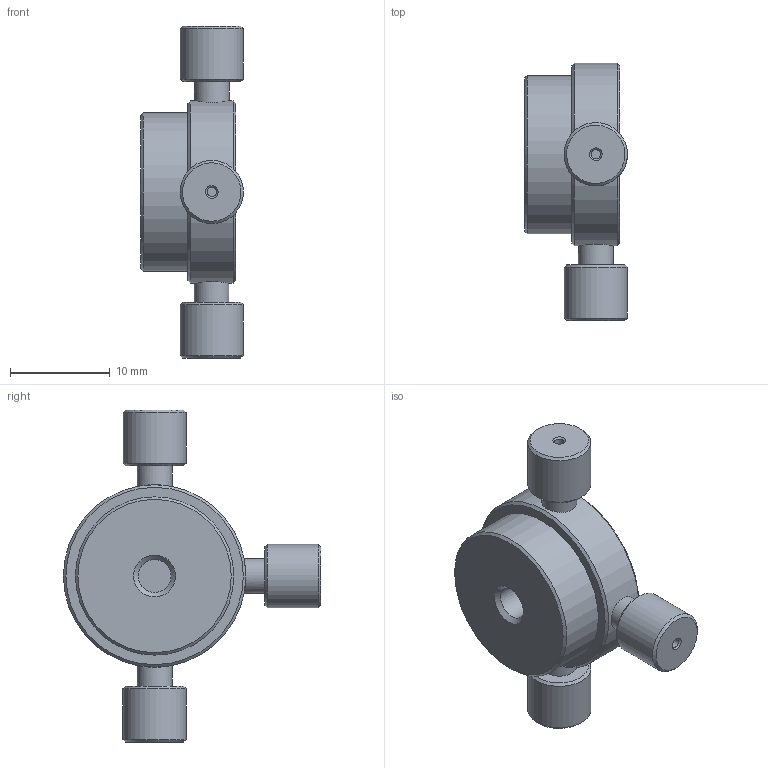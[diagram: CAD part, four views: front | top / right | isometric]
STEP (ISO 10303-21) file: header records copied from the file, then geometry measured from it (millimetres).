
FILE_DESCRIPTION(/* description */ ('ZT.5CPK-M'),/* implementation_level */ '2;1');
FILE_NAME(/* name */ '305293.stp',/* time_stamp */ '2015-08-31T10:41:40+02:00',/* author */ ('Franzp'),/* organization */ ('VICI'),/* preprocessor_version */ 'ST-DEVELOPER v15.6',/* originating_system */ 'Autodesk Inventor 2015',/* authorisation */ '');
FILE_SCHEMA (('CONFIG_CONTROL_DESIGN'));
Length unit declared in the file: centimetre
Products named in the file (1): 305293
Bounding box: 10.31 x 25.79 x 33.28 mm (x, y, z)
Volume: 2706.3 mm3; surface area: 1669.2 mm2
Topology: 1 solids, 1 shells, 44 faces, 89 edges, 58 vertices
Faces by surface type: cone 19, plane 13, cylinder 12
Full cylindrical faces by diameter (mm): 0.94 x3, 3.302 x1, 3.505 x3, 6.35 x3, 15.875 x1, 18.288 x1
Entity records: 1187 total; most frequent: CARTESIAN_POINT 296, DIRECTION 170, ORIENTED_EDGE 116, AXIS2_PLACEMENT_3D 85, EDGE_LOOP 80, EDGE_CURVE 58, VERTEX_POINT 52, FACE_OUTER_BOUND 44
